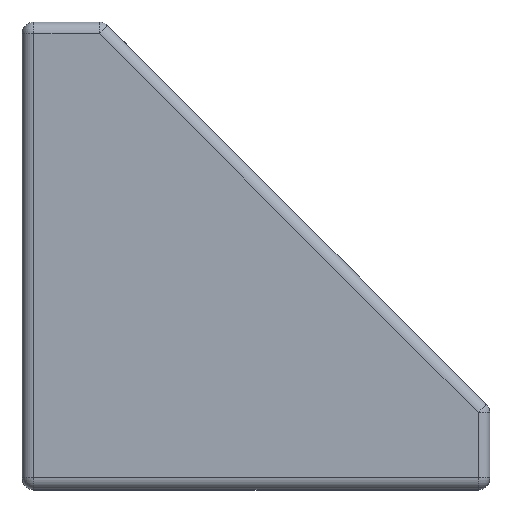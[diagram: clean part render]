
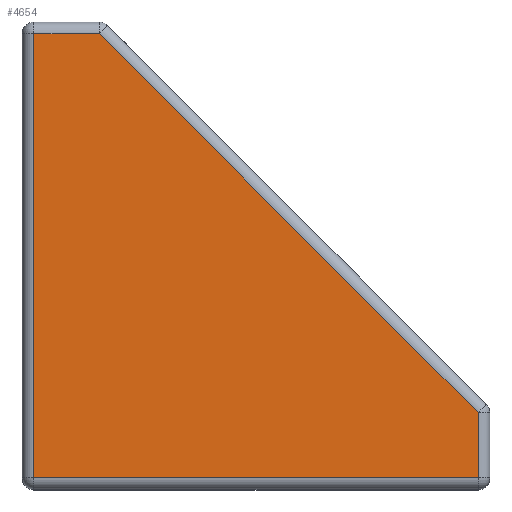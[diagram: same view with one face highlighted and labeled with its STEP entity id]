
A CAD part, top view. The second image highlights one B-rep face of the part: STEP entity #4654.
In plain terms, the highlighted planar face has unit normal (0, 0, 1).
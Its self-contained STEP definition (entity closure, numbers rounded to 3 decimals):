
#501 = VERTEX_POINT ( 'NONE', #2446 ) ;
#513 = EDGE_CURVE ( 'NONE', #5486, #1542, #3077, .T. ) ;
#915 = CARTESIAN_POINT ( 'NONE',  ( 6.586, 39., 25. ) ) ;
#929 = DIRECTION ( 'NONE',  ( 1., 0., 0. ) ) ;
#940 = LINE ( 'NONE', #4906, #3831 ) ;
#949 = AXIS2_PLACEMENT_3D ( 'NONE', #5370, #6547, #3125 ) ;
#964 = EDGE_CURVE ( 'NONE', #501, #1888, #5124, .T. ) ;
#1124 = FACE_OUTER_BOUND ( 'NONE', #1369, .T. ) ;
#1130 = DIRECTION ( 'NONE',  ( 0., 1., 0. ) ) ;
#1369 = EDGE_LOOP ( 'NONE', ( #2425, #2629, #2275, #6896, #5590 ) ) ;
#1542 = VERTEX_POINT ( 'NONE', #3111 ) ;
#1888 = VERTEX_POINT ( 'NONE', #3709 ) ;
#1947 = PLANE ( 'NONE',  #949 ) ;
#2275 = ORIENTED_EDGE ( 'NONE', *, *, #513, .T. ) ;
#2425 = ORIENTED_EDGE ( 'NONE', *, *, #964, .T. ) ;
#2446 = CARTESIAN_POINT ( 'NONE',  ( 39., 1., 25. ) ) ;
#2629 = ORIENTED_EDGE ( 'NONE', *, *, #4295, .T. ) ;
#2887 = VECTOR ( 'NONE', #6318, 1000. ) ;
#3023 = VECTOR ( 'NONE', #929, 1000. ) ;
#3077 = LINE ( 'NONE', #7213, #2887 ) ;
#3111 = CARTESIAN_POINT ( 'NONE',  ( 1., 39., 25. ) ) ;
#3125 = DIRECTION ( 'NONE',  ( 1., 0., 0. ) ) ;
#3315 = VECTOR ( 'NONE', #6691, 1000. ) ;
#3709 = CARTESIAN_POINT ( 'NONE',  ( 39., 6.586, 25. ) ) ;
#3831 = VECTOR ( 'NONE', #7232, 1000. ) ;
#3871 = EDGE_CURVE ( 'NONE', #1542, #6486, #940, .T. ) ;
#4295 = EDGE_CURVE ( 'NONE', #1888, #5486, #6347, .T. ) ;
#4540 = LINE ( 'NONE', #4957, #3023 ) ;
#4654 = ADVANCED_FACE ( 'NONE', ( #1124 ), #1947, .T. ) ;
#4906 = CARTESIAN_POINT ( 'NONE',  ( 1., 0., 25. ) ) ;
#4957 = CARTESIAN_POINT ( 'NONE',  ( 39., 1., 25. ) ) ;
#5124 = LINE ( 'NONE', #5906, #6467 ) ;
#5370 = CARTESIAN_POINT ( 'NONE',  ( 40., 0., 25. ) ) ;
#5486 = VERTEX_POINT ( 'NONE', #6085 ) ;
#5590 = ORIENTED_EDGE ( 'NONE', *, *, #6817, .T. ) ;
#5906 = CARTESIAN_POINT ( 'NONE',  ( 39., 6.586, 25. ) ) ;
#6085 = CARTESIAN_POINT ( 'NONE',  ( 6.586, 39., 25. ) ) ;
#6166 = CARTESIAN_POINT ( 'NONE',  ( 1., 1., 25. ) ) ;
#6318 = DIRECTION ( 'NONE',  ( -1., 0., 0. ) ) ;
#6347 = LINE ( 'NONE', #915, #3315 ) ;
#6467 = VECTOR ( 'NONE', #1130, 1000. ) ;
#6486 = VERTEX_POINT ( 'NONE', #6166 ) ;
#6547 = DIRECTION ( 'NONE',  ( 0., 0., 1. ) ) ;
#6691 = DIRECTION ( 'NONE',  ( -0.707, 0.707, 0. ) ) ;
#6817 = EDGE_CURVE ( 'NONE', #6486, #501, #4540, .T. ) ;
#6896 = ORIENTED_EDGE ( 'NONE', *, *, #3871, .T. ) ;
#7213 = CARTESIAN_POINT ( 'NONE',  ( 0., 39., 25. ) ) ;
#7232 = DIRECTION ( 'NONE',  ( 0., -1., 0. ) ) ;
